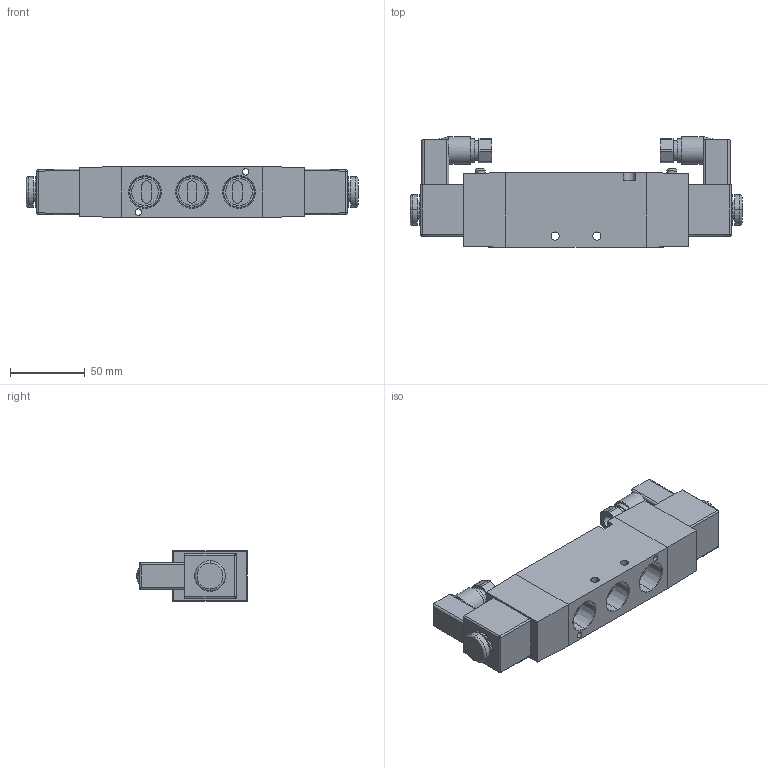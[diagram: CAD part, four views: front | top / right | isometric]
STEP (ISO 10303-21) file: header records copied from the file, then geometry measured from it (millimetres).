
FILE_DESCRIPTION (( 'STEP AP203' ), '1' );
FILE_NAME ('AVS-5424-120A.step', '2015-11-09T22:46:59', ( '' ), ( '' ), 'SwSTEP 2.0', 'SolidWorks 2015', '' );
FILE_SCHEMA (( 'CONFIG_CONTROL_DESIGN' ));
Length unit declared in the file: millimetre
Products named in the file (1): AVS-5424-120A
Bounding box: 222.8 x 74.2 x 34 mm (x, y, z)
Volume: 320577.3 mm3; surface area: 60995.1 mm2
Topology: 5 solids, 5 shells, 248 faces, 575 edges, 370 vertices
Faces by surface type: plane 111, cylinder 103, torus 18, cone 10, sphere 4, bspline 2
Entity records: 7410 total; most frequent: CARTESIAN_POINT 1542, DIRECTION 1275, ORIENTED_EDGE 1150, EDGE_CURVE 575, AXIS2_PLACEMENT_3D 491, VERTEX_POINT 370, VECTOR 293, LINE 293
